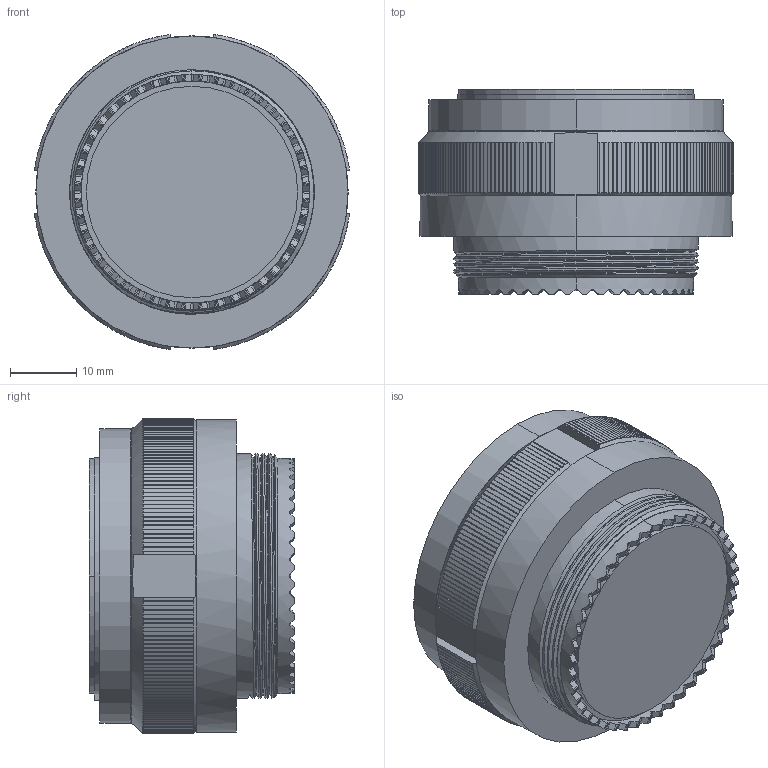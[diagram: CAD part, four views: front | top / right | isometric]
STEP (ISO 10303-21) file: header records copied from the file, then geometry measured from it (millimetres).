
FILE_DESCRIPTION((''),'2;1');
FILE_NAME('8D-06-25-26','2009-07-09T',('dpnair'),('FCI INTERCONNECT'),'PRO/ENGINEER BY PARAMETRIC TECHNOLOGY CORPORATION, 2005310','PRO/ENGINEER BY PARAMETRIC TECHNOLOGY CORPORATION, 2005310','');
FILE_SCHEMA(('CONFIG_CONTROL_DESIGN'));
Length unit declared in the file: millimetre
Products named in the file (1): 8D-06-25-26
Bounding box: 47.57 x 31 x 47.57 mm (x, y, z)
Volume: 39079.8 mm3; surface area: 11995.3 mm2
Topology: 1 solids, 1 shells, 917 faces, 2698 edges, 1791 vertices
Faces by surface type: plane 532, cylinder 357, bspline 14, cone 11, torus 2, extrusion 1
Entity records: 35563 total; most frequent: CARTESIAN_POINT 13152, ORIENTED_EDGE 5396, DIRECTION 3763, EDGE_CURVE 2698, VERTEX_POINT 1791, AXIS2_PLACEMENT_3D 1429, B_SPLINE_CURVE_WITH_KNOTS 1268, EDGE_LOOP 925
